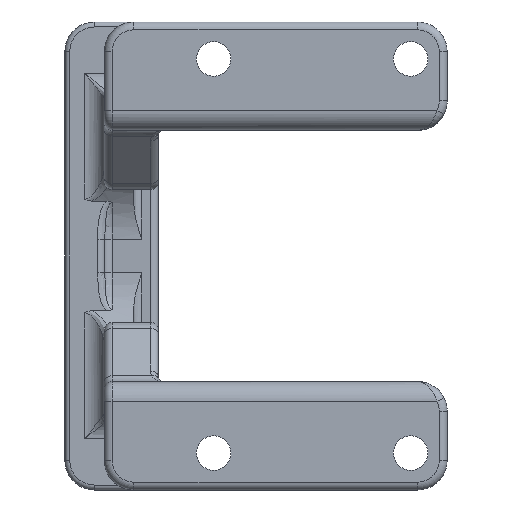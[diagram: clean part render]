
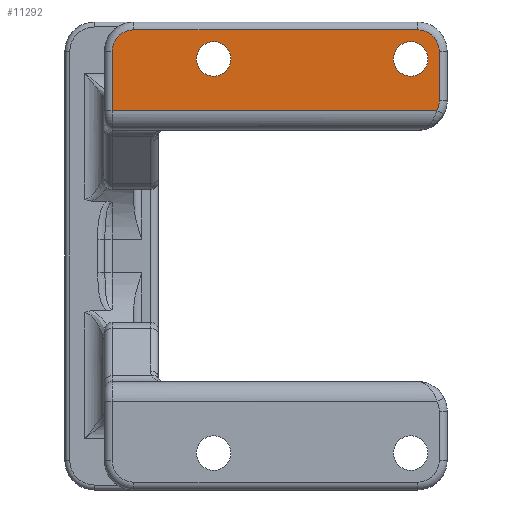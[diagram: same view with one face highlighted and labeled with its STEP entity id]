
A CAD part, front view. The second image highlights one B-rep face of the part: STEP entity #11292.
In plain terms, the highlighted planar face has unit normal (0, -1, 0).
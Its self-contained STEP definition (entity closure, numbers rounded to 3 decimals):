
#116=FACE_BOUND('',#1647,.T.);
#117=FACE_BOUND('',#1648,.T.);
#500=PLANE('',#11924);
#985=FACE_OUTER_BOUND('',#1646,.T.);
#1646=EDGE_LOOP('',(#9674,#9675,#9676,#9677,#9678,#9679,#9680));
#1647=EDGE_LOOP('',(#9681));
#1648=EDGE_LOOP('',(#9682));
#2946=LINE('',#20750,#3901);
#2948=LINE('',#20762,#3903);
#2950=LINE('',#20773,#3905);
#2957=LINE('',#20869,#3912);
#3901=VECTOR('',#13774,1.);
#3903=VECTOR('',#13788,1.);
#3905=VECTOR('',#13802,1.);
#3912=VECTOR('',#13827,1.);
#4334=CIRCLE('',#11907,2.2);
#4338=CIRCLE('',#11913,2.2);
#4341=CIRCLE('',#11918,2.2);
#4345=CIRCLE('',#11925,1.75);
#4346=CIRCLE('',#11926,1.75);
#5333=VERTEX_POINT('',#20744);
#5334=VERTEX_POINT('',#20748);
#5335=VERTEX_POINT('',#20752);
#5337=VERTEX_POINT('',#20758);
#5339=VERTEX_POINT('',#20764);
#5341=VERTEX_POINT('',#20770);
#5342=VERTEX_POINT('',#20775);
#5350=VERTEX_POINT('',#20870);
#5351=VERTEX_POINT('',#20872);
#6822=EDGE_CURVE('',#5333,#5334,#2946,.T.);
#6825=EDGE_CURVE('',#5334,#5335,#4334,.T.);
#6828=EDGE_CURVE('',#5335,#5337,#2948,.T.);
#6831=EDGE_CURVE('',#5337,#5339,#4338,.T.);
#6834=EDGE_CURVE('',#5339,#5341,#2950,.T.);
#6836=EDGE_CURVE('',#5341,#5342,#4341,.T.);
#6847=EDGE_CURVE('',#5342,#5333,#2957,.T.);
#6848=EDGE_CURVE('',#5350,#5350,#4345,.T.);
#6849=EDGE_CURVE('',#5351,#5351,#4346,.T.);
#9674=ORIENTED_EDGE('',*,*,#6836,.F.);
#9675=ORIENTED_EDGE('',*,*,#6834,.F.);
#9676=ORIENTED_EDGE('',*,*,#6831,.F.);
#9677=ORIENTED_EDGE('',*,*,#6828,.F.);
#9678=ORIENTED_EDGE('',*,*,#6825,.F.);
#9679=ORIENTED_EDGE('',*,*,#6822,.F.);
#9680=ORIENTED_EDGE('',*,*,#6847,.F.);
#9681=ORIENTED_EDGE('',*,*,#6848,.T.);
#9682=ORIENTED_EDGE('',*,*,#6849,.T.);
#11292=ADVANCED_FACE('',(#985,#116,#117),#500,.T.);
#11907=AXIS2_PLACEMENT_3D('',#20756,#13781,#13782);
#11913=AXIS2_PLACEMENT_3D('',#20768,#13795,#13796);
#11918=AXIS2_PLACEMENT_3D('',#20777,#13807,#13808);
#11924=AXIS2_PLACEMENT_3D('',#20868,#13825,#13826);
#11925=AXIS2_PLACEMENT_3D('',#20871,#13828,#13829);
#11926=AXIS2_PLACEMENT_3D('',#20873,#13830,#13831);
#13774=DIRECTION('',(0.,0.,1.));
#13781=DIRECTION('center_axis',(0.,1.,0.));
#13782=DIRECTION('ref_axis',(-0.707,0.,0.707));
#13788=DIRECTION('',(1.,0.,0.));
#13795=DIRECTION('center_axis',(0.,1.,0.));
#13796=DIRECTION('ref_axis',(0.707,0.,0.707));
#13802=DIRECTION('',(0.,0.,-1.));
#13807=DIRECTION('center_axis',(0.,1.,0.));
#13808=DIRECTION('ref_axis',(0.986,0.,-0.169));
#13825=DIRECTION('center_axis',(0.,-1.,0.));
#13826=DIRECTION('ref_axis',(0.,0.,-1.));
#13827=DIRECTION('',(-1.,0.,0.));
#13828=DIRECTION('center_axis',(0.,1.,0.));
#13829=DIRECTION('ref_axis',(0.,0.,1.));
#13830=DIRECTION('center_axis',(0.,1.,0.));
#13831=DIRECTION('ref_axis',(0.,0.,1.));
#20744=CARTESIAN_POINT('',(0.8,0.,38.5));
#20748=CARTESIAN_POINT('',(0.8,0.,44.5));
#20750=CARTESIAN_POINT('',(0.8,0.,35.625));
#20752=CARTESIAN_POINT('',(3.,0.,46.7));
#20756=CARTESIAN_POINT('Origin',(3.,0.,44.5));
#20758=CARTESIAN_POINT('',(31.8,0.,46.7));
#20762=CARTESIAN_POINT('',(0.,0.,46.7));
#20764=CARTESIAN_POINT('',(34.,0.,44.5));
#20768=CARTESIAN_POINT('Origin',(31.8,0.,44.5));
#20770=CARTESIAN_POINT('',(34.,0.,39.5));
#20773=CARTESIAN_POINT('',(34.,0.,35.625));
#20775=CARTESIAN_POINT('',(33.76,0.,38.5));
#20777=CARTESIAN_POINT('Origin',(31.8,0.,39.5));
#20868=CARTESIAN_POINT('Origin',(0.,0.,47.5));
#20869=CARTESIAN_POINT('',(17.4,0.,38.5));
#20870=CARTESIAN_POINT('',(11.1,0.,42.));
#20871=CARTESIAN_POINT('Origin',(11.1,0.,43.75));
#20872=CARTESIAN_POINT('',(31.1,0.,42.));
#20873=CARTESIAN_POINT('Origin',(31.1,0.,43.75));
